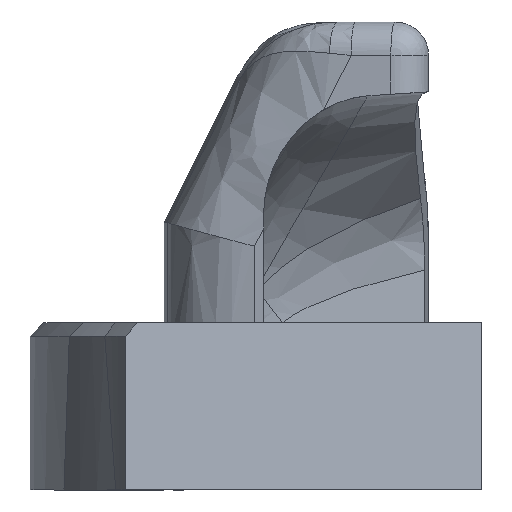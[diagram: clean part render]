
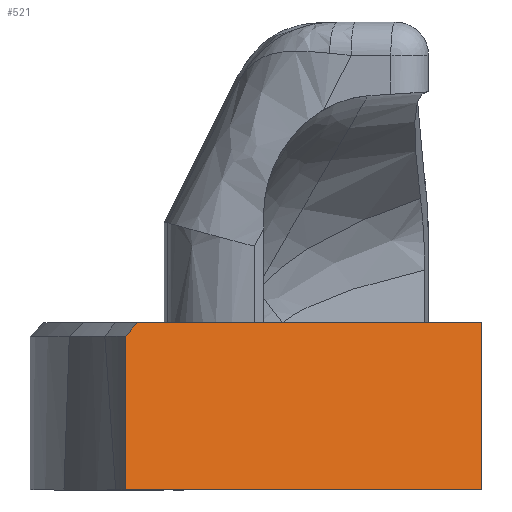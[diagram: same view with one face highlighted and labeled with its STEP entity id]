
A CAD part, front view. The second image highlights one B-rep face of the part: STEP entity #521.
In plain terms, the highlighted planar face has unit normal (0.375, -0.927, 0).
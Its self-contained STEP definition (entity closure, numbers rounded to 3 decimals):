
#34 = DIRECTION ( 'NONE',  ( 0.927, 0.375, 0. ) ) ;
#44 = DIRECTION ( 'NONE',  ( 0.375, -0.927, 0. ) ) ;
#325 = CARTESIAN_POINT ( 'NONE',  ( -25.498, -10.302, 3. ) ) ;
#427 = LINE ( 'NONE', #2159, #2434 ) ;
#438 = VERTEX_POINT ( 'NONE', #2895 ) ;
#439 = ORIENTED_EDGE ( 'NONE', *, *, #2076, .T. ) ;
#521 = ADVANCED_FACE ( 'NONE', ( #1949 ), #2204, .T. ) ;
#567 = DIRECTION ( 'NONE',  ( 0., 0., -1. ) ) ;
#603 = DIRECTION ( 'NONE',  ( 0., 0., 1. ) ) ;
#637 = CARTESIAN_POINT ( 'NONE',  ( -36.16, -14.61, 7.6 ) ) ;
#731 = EDGE_LOOP ( 'NONE', ( #2652, #2533, #439, #2410, #2332 ) ) ;
#757 = VERTEX_POINT ( 'NONE', #2367 ) ;
#983 = VERTEX_POINT ( 'NONE', #3084 ) ;
#1035 = VECTOR ( 'NONE', #1106, 1000. ) ;
#1106 = DIRECTION ( 'NONE',  ( 0.927, 0.375, 0. ) ) ;
#1143 = CARTESIAN_POINT ( 'NONE',  ( -25.498, -10.302, 8. ) ) ;
#1285 = VECTOR ( 'NONE', #1291, 1000. ) ;
#1291 = DIRECTION ( 'NONE',  ( 0.927, 0.375, 0. ) ) ;
#1438 = VERTEX_POINT ( 'NONE', #1869 ) ;
#1536 = LINE ( 'NONE', #325, #1285 ) ;
#1590 = LINE ( 'NONE', #1629, #1999 ) ;
#1607 = LINE ( 'NONE', #3064, #2528 ) ;
#1629 = CARTESIAN_POINT ( 'NONE',  ( -25.498, -10.302, 3. ) ) ;
#1703 = CARTESIAN_POINT ( 'NONE',  ( -25.498, -10.302, 3. ) ) ;
#1792 = AXIS2_PLACEMENT_3D ( 'NONE', #1703, #44, #34 ) ;
#1806 = EDGE_CURVE ( 'NONE', #1843, #757, #1607, .T. ) ;
#1843 = VERTEX_POINT ( 'NONE', #637 ) ;
#1869 = CARTESIAN_POINT ( 'NONE',  ( -25.498, -10.302, 8. ) ) ;
#1949 = FACE_OUTER_BOUND ( 'NONE', #731, .T. ) ;
#1999 = VECTOR ( 'NONE', #603, 1000. ) ;
#2006 = EDGE_CURVE ( 'NONE', #1843, #983, #427, .T. ) ;
#2076 = EDGE_CURVE ( 'NONE', #438, #1438, #1590, .T. ) ;
#2077 = EDGE_CURVE ( 'NONE', #983, #1438, #2344, .T. ) ;
#2159 = CARTESIAN_POINT ( 'NONE',  ( 0., 0., 46.6 ) ) ;
#2204 = PLANE ( 'NONE',  #1792 ) ;
#2278 = EDGE_CURVE ( 'NONE', #757, #438, #1536, .T. ) ;
#2332 = ORIENTED_EDGE ( 'NONE', *, *, #2006, .F. ) ;
#2344 = LINE ( 'NONE', #1143, #1035 ) ;
#2367 = CARTESIAN_POINT ( 'NONE',  ( -36.16, -14.61, 3. ) ) ;
#2410 = ORIENTED_EDGE ( 'NONE', *, *, #2077, .F. ) ;
#2434 = VECTOR ( 'NONE', #3148, 1000. ) ;
#2528 = VECTOR ( 'NONE', #567, 1000. ) ;
#2533 = ORIENTED_EDGE ( 'NONE', *, *, #2278, .T. ) ;
#2652 = ORIENTED_EDGE ( 'NONE', *, *, #1806, .T. ) ;
#2895 = CARTESIAN_POINT ( 'NONE',  ( -25.498, -10.302, 3. ) ) ;
#3064 = CARTESIAN_POINT ( 'NONE',  ( -36.16, -14.61, 8. ) ) ;
#3084 = CARTESIAN_POINT ( 'NONE',  ( -35.789, -14.46, 8. ) ) ;
#3148 = DIRECTION ( 'NONE',  ( 0.656, 0.265, 0.707 ) ) ;
